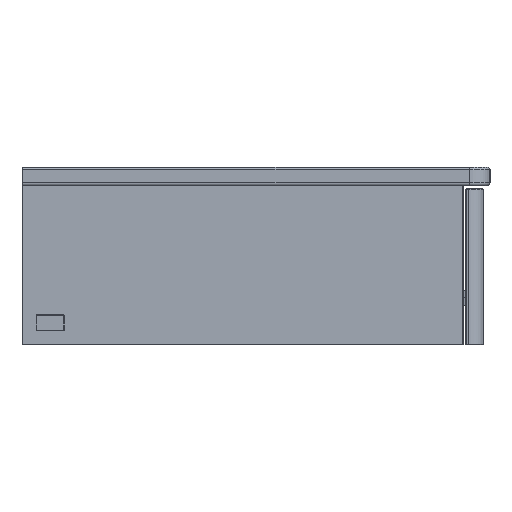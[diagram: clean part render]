
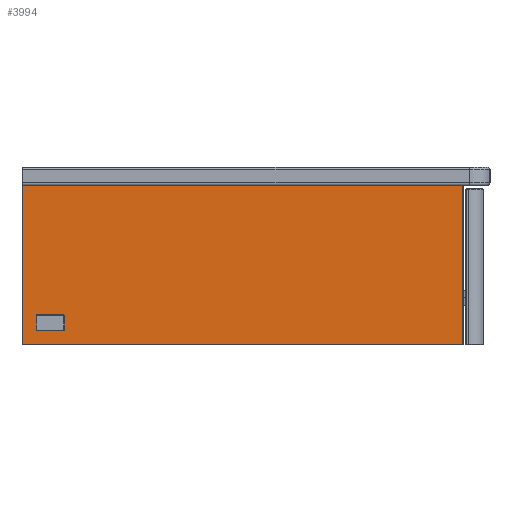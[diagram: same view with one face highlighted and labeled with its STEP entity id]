
A CAD part, left-side view. The second image highlights one B-rep face of the part: STEP entity #3994.
In plain terms, the highlighted planar face has unit normal (-1, 0, 0).
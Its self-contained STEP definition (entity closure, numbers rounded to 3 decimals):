
#3843=CARTESIAN_POINT('',(17065.012,-97.435,170.0));
#3844=VERTEX_POINT('',#3843);
#3851=CARTESIAN_POINT('',(17065.012,-97.435,0.0));
#3852=VERTEX_POINT('',#3851);
#3853=CARTESIAN_POINT('',(17065.012,-97.435,170.0));
#3854=DIRECTION('',(0.0,0.0,-1.0));
#3855=VECTOR('',#3854,170.0);
#3856=LINE('',#3853,#3855);
#3857=EDGE_CURVE('',#3844,#3852,#3856,.T.);
#3913=CARTESIAN_POINT('',(17065.012,373.565,0.0));
#3914=VERTEX_POINT('',#3913);
#3915=CARTESIAN_POINT('',(17065.012,373.565,0.0));
#3916=DIRECTION('',(0.0,-1.0,0.0));
#3917=VECTOR('',#3916,471.);
#3918=LINE('',#3915,#3917);
#3919=EDGE_CURVE('',#3914,#3852,#3918,.T.);
#3971=CARTESIAN_POINT('',(17065.012,138.065,-0.001));
#3972=DIRECTION('',(-1.0,0.0,0.0));
#3973=DIRECTION('',(0.0,0.0,1.0));
#3974=AXIS2_PLACEMENT_3D('',#3971,#3972,#3973);
#3975=PLANE('',#3974);
#3976=ORIENTED_EDGE('',*,*,#3857,.F.);
#3977=CARTESIAN_POINT('',(17065.012,373.565,170.0));
#3978=VERTEX_POINT('',#3977);
#3979=CARTESIAN_POINT('',(17065.012,373.565,170.0));
#3980=DIRECTION('',(0.0,-1.0,0.0));
#3981=VECTOR('',#3980,471.);
#3982=LINE('',#3979,#3981);
#3983=EDGE_CURVE('',#3978,#3844,#3982,.T.);
#3984=ORIENTED_EDGE('',*,*,#3983,.F.);
#3985=CARTESIAN_POINT('',(17065.012,373.565,0.0));
#3986=DIRECTION('',(0.0,0.0,1.0));
#3987=VECTOR('',#3986,170.0);
#3988=LINE('',#3985,#3987);
#3989=EDGE_CURVE('',#3914,#3978,#3988,.T.);
#3990=ORIENTED_EDGE('',*,*,#3989,.F.);
#3991=ORIENTED_EDGE('',*,*,#3919,.T.);
#3992=EDGE_LOOP('',(#3976,#3984,#3990,#3991));
#3993=FACE_OUTER_BOUND('',#3992,.T.);
#3994=ADVANCED_FACE('',(#3993),#3975,.T.);
